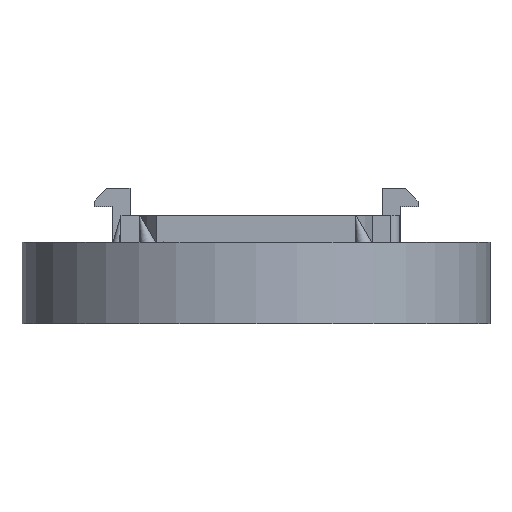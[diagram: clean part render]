
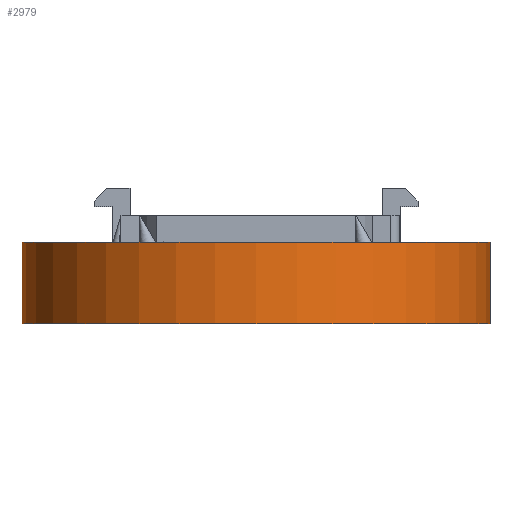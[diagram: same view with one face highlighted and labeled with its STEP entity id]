
A CAD part, front view. The second image highlights one B-rep face of the part: STEP entity #2979.
In plain terms, the highlighted cylindrical face has radius 13 mm (diameter 26 mm), a full revolution.
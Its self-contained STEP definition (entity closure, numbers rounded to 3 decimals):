
#127 = PLANE('',#128);
#128 = AXIS2_PLACEMENT_3D('',#129,#130,#131);
#129 = CARTESIAN_POINT('',(0.,0.,4.5));
#130 = DIRECTION('',(0.,0.,1.));
#131 = DIRECTION('',(1.,0.,0.));
#679 = EDGE_CURVE('',#680,#680,#682,.T.);
#680 = VERTEX_POINT('',#681);
#681 = CARTESIAN_POINT('',(13.,0.,4.5));
#682 = SURFACE_CURVE('',#683,(#688,#695),.PCURVE_S1.);
#683 = CIRCLE('',#684,13.);
#684 = AXIS2_PLACEMENT_3D('',#685,#686,#687);
#685 = CARTESIAN_POINT('',(0.,0.,4.5));
#686 = DIRECTION('',(0.,0.,1.));
#687 = DIRECTION('',(1.,0.,0.));
#688 = PCURVE('',#127,#689);
#689 = DEFINITIONAL_REPRESENTATION('',(#690),#694);
#690 = CIRCLE('',#691,13.);
#691 = AXIS2_PLACEMENT_2D('',#692,#693);
#692 = CARTESIAN_POINT('',(0.,0.));
#693 = DIRECTION('',(1.,0.));
#694 = ( GEOMETRIC_REPRESENTATION_CONTEXT(2) 
PARAMETRIC_REPRESENTATION_CONTEXT() REPRESENTATION_CONTEXT('2D SPACE',''
  ) );
#695 = PCURVE('',#696,#701);
#696 = CYLINDRICAL_SURFACE('',#697,13.);
#697 = AXIS2_PLACEMENT_3D('',#698,#699,#700);
#698 = CARTESIAN_POINT('',(0.,0.,0.));
#699 = DIRECTION('',(0.,0.,1.));
#700 = DIRECTION('',(1.,0.,0.));
#701 = DEFINITIONAL_REPRESENTATION('',(#702),#706);
#702 = LINE('',#703,#704);
#703 = CARTESIAN_POINT('',(0.,4.5));
#704 = VECTOR('',#705,1.);
#705 = DIRECTION('',(1.,0.));
#706 = ( GEOMETRIC_REPRESENTATION_CONTEXT(2) 
PARAMETRIC_REPRESENTATION_CONTEXT() REPRESENTATION_CONTEXT('2D SPACE',''
  ) );
#2979 = ADVANCED_FACE('',(#2980),#696,.T.);
#2980 = FACE_BOUND('',#2981,.T.);
#2981 = EDGE_LOOP('',(#2982,#2983,#3006,#3033));
#2982 = ORIENTED_EDGE('',*,*,#679,.F.);
#2983 = ORIENTED_EDGE('',*,*,#2984,.F.);
#2984 = EDGE_CURVE('',#2985,#680,#2987,.T.);
#2985 = VERTEX_POINT('',#2986);
#2986 = CARTESIAN_POINT('',(13.,0.,0.));
#2987 = SEAM_CURVE('',#2988,(#2992,#2999),.PCURVE_S1.);
#2988 = LINE('',#2989,#2990);
#2989 = CARTESIAN_POINT('',(13.,0.,0.));
#2990 = VECTOR('',#2991,1.);
#2991 = DIRECTION('',(0.,0.,1.));
#2992 = PCURVE('',#696,#2993);
#2993 = DEFINITIONAL_REPRESENTATION('',(#2994),#2998);
#2994 = LINE('',#2995,#2996);
#2995 = CARTESIAN_POINT('',(6.283,-0.));
#2996 = VECTOR('',#2997,1.);
#2997 = DIRECTION('',(0.,1.));
#2998 = ( GEOMETRIC_REPRESENTATION_CONTEXT(2) 
PARAMETRIC_REPRESENTATION_CONTEXT() REPRESENTATION_CONTEXT('2D SPACE',''
  ) );
#2999 = PCURVE('',#696,#3000);
#3000 = DEFINITIONAL_REPRESENTATION('',(#3001),#3005);
#3001 = LINE('',#3002,#3003);
#3002 = CARTESIAN_POINT('',(0.,-0.));
#3003 = VECTOR('',#3004,1.);
#3004 = DIRECTION('',(0.,1.));
#3005 = ( GEOMETRIC_REPRESENTATION_CONTEXT(2) 
PARAMETRIC_REPRESENTATION_CONTEXT() REPRESENTATION_CONTEXT('2D SPACE',''
  ) );
#3006 = ORIENTED_EDGE('',*,*,#3007,.T.);
#3007 = EDGE_CURVE('',#2985,#2985,#3008,.T.);
#3008 = SURFACE_CURVE('',#3009,(#3014,#3021),.PCURVE_S1.);
#3009 = CIRCLE('',#3010,13.);
#3010 = AXIS2_PLACEMENT_3D('',#3011,#3012,#3013);
#3011 = CARTESIAN_POINT('',(0.,0.,0.));
#3012 = DIRECTION('',(0.,0.,1.));
#3013 = DIRECTION('',(1.,0.,0.));
#3014 = PCURVE('',#696,#3015);
#3015 = DEFINITIONAL_REPRESENTATION('',(#3016),#3020);
#3016 = LINE('',#3017,#3018);
#3017 = CARTESIAN_POINT('',(0.,0.));
#3018 = VECTOR('',#3019,1.);
#3019 = DIRECTION('',(1.,0.));
#3020 = ( GEOMETRIC_REPRESENTATION_CONTEXT(2) 
PARAMETRIC_REPRESENTATION_CONTEXT() REPRESENTATION_CONTEXT('2D SPACE',''
  ) );
#3021 = PCURVE('',#3022,#3027);
#3022 = PLANE('',#3023);
#3023 = AXIS2_PLACEMENT_3D('',#3024,#3025,#3026);
#3024 = CARTESIAN_POINT('',(0.,0.,0.));
#3025 = DIRECTION('',(0.,0.,1.));
#3026 = DIRECTION('',(1.,0.,0.));
#3027 = DEFINITIONAL_REPRESENTATION('',(#3028),#3032);
#3028 = CIRCLE('',#3029,13.);
#3029 = AXIS2_PLACEMENT_2D('',#3030,#3031);
#3030 = CARTESIAN_POINT('',(0.,0.));
#3031 = DIRECTION('',(1.,0.));
#3032 = ( GEOMETRIC_REPRESENTATION_CONTEXT(2) 
PARAMETRIC_REPRESENTATION_CONTEXT() REPRESENTATION_CONTEXT('2D SPACE',''
  ) );
#3033 = ORIENTED_EDGE('',*,*,#2984,.T.);
